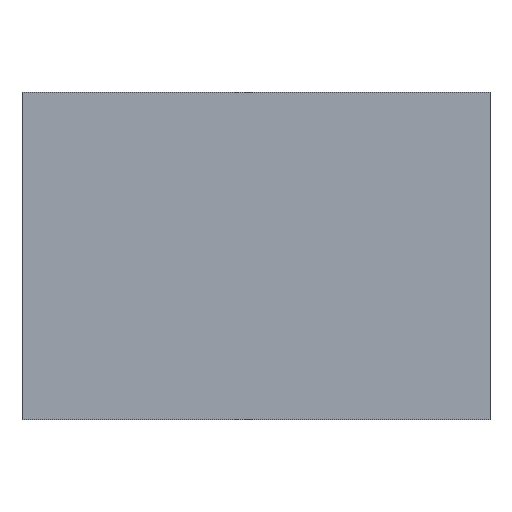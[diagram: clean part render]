
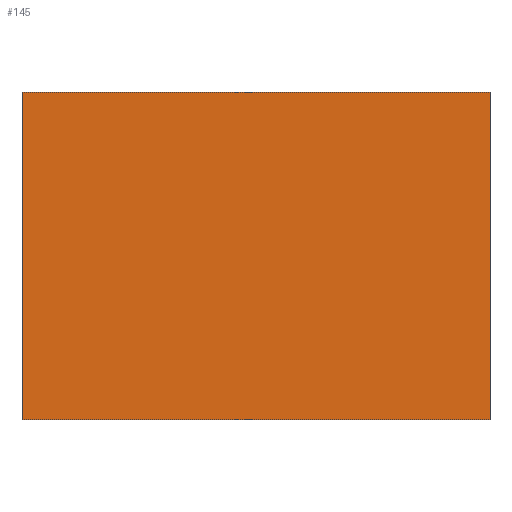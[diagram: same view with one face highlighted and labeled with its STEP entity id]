
A CAD part, left-side view. The second image highlights one B-rep face of the part: STEP entity #145.
In plain terms, the highlighted planar face has unit normal (-1, 0, 0).
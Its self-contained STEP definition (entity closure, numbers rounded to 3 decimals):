
#15=LINE('',#231,#27);
#16=LINE('',#233,#28);
#17=LINE('',#235,#29);
#18=LINE('',#236,#30);
#27=VECTOR('',#193,10.);
#28=VECTOR('',#194,10.);
#29=VECTOR('',#195,10.);
#30=VECTOR('',#196,10.);
#39=PLANE('',#167);
#55=FACE_OUTER_BOUND('',#67,.T.);
#67=EDGE_LOOP('',(#113,#114,#115,#116));
#83=VERTEX_POINT('',#229);
#84=VERTEX_POINT('',#230);
#85=VERTEX_POINT('',#232);
#86=VERTEX_POINT('',#234);
#95=EDGE_CURVE('',#83,#84,#15,.T.);
#96=EDGE_CURVE('',#84,#85,#16,.T.);
#97=EDGE_CURVE('',#86,#85,#17,.T.);
#98=EDGE_CURVE('',#83,#86,#18,.T.);
#113=ORIENTED_EDGE('',*,*,#95,.T.);
#114=ORIENTED_EDGE('',*,*,#96,.T.);
#115=ORIENTED_EDGE('',*,*,#97,.F.);
#116=ORIENTED_EDGE('',*,*,#98,.F.);
#145=ADVANCED_FACE('',(#55),#39,.T.);
#167=AXIS2_PLACEMENT_3D('',#228,#191,#192);
#191=DIRECTION('center_axis',(-1.,0.,0.));
#192=DIRECTION('ref_axis',(0.,0.,1.));
#193=DIRECTION('',(0.,0.,1.));
#194=DIRECTION('',(0.,1.,0.));
#195=DIRECTION('',(0.,0.,1.));
#196=DIRECTION('',(0.,1.,0.));
#228=CARTESIAN_POINT('Origin',(-2.5,0.,-10.5));
#229=CARTESIAN_POINT('',(-2.5,0.,-10.5));
#230=CARTESIAN_POINT('',(-2.5,0.,10.5));
#231=CARTESIAN_POINT('',(-2.5,0.,-10.5));
#232=CARTESIAN_POINT('',(-2.5,30.,10.5));
#233=CARTESIAN_POINT('',(-2.5,0.,10.5));
#234=CARTESIAN_POINT('',(-2.5,30.,-10.5));
#235=CARTESIAN_POINT('',(-2.5,30.,-10.5));
#236=CARTESIAN_POINT('',(-2.5,0.,-10.5));
